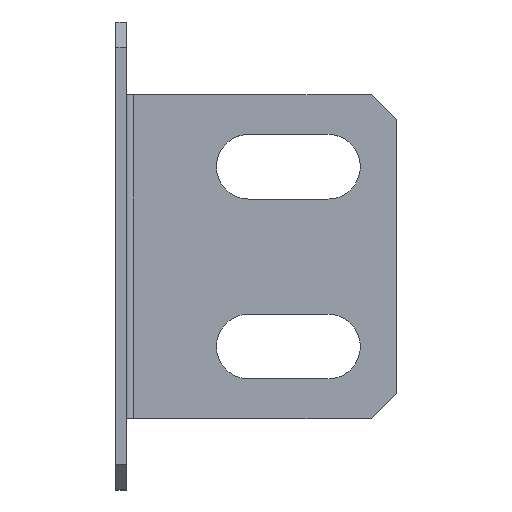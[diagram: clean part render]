
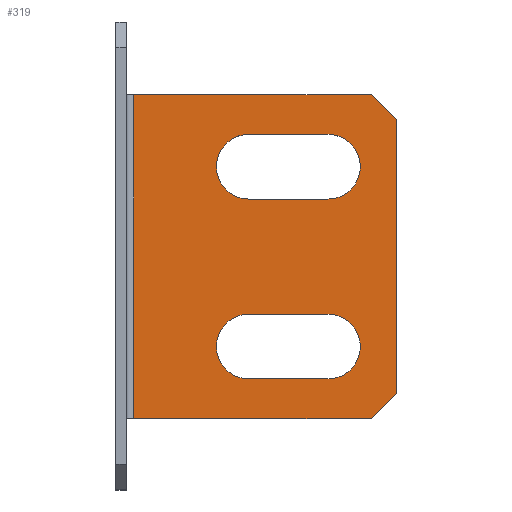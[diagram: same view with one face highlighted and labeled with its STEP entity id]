
A CAD part, top view. The second image highlights one B-rep face of the part: STEP entity #319.
In plain terms, the highlighted planar face has unit normal (0, 0, 1).
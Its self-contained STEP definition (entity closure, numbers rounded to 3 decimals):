
#8 = CARTESIAN_POINT ( 'NONE',  ( 2.5, 22.5, 1.5 ) ) ;
#11 = CIRCLE ( 'NONE', #20, 4.5 ) ;
#12 = CARTESIAN_POINT ( 'NONE',  ( 29.5, 12.5, 1.5 ) ) ;
#15 = DIRECTION ( 'NONE',  ( 0., 0., 1. ) ) ;
#20 = AXIS2_PLACEMENT_3D ( 'NONE', #733, #236, #702 ) ;
#24 = EDGE_CURVE ( 'NONE', #823, #281, #759, .T. ) ;
#33 = ORIENTED_EDGE ( 'NONE', *, *, #375, .F. ) ;
#38 = CARTESIAN_POINT ( 'NONE',  ( 18.5, 8., 1.5 ) ) ;
#39 = VERTEX_POINT ( 'NONE', #846 ) ;
#42 = DIRECTION ( 'NONE',  ( -0.707, 0.707, 0. ) ) ;
#57 = ORIENTED_EDGE ( 'NONE', *, *, #1084, .F. ) ;
#59 = EDGE_LOOP ( 'NONE', ( #712, #777, #970, #422, #57 ) ) ;
#85 = CARTESIAN_POINT ( 'NONE',  ( 18.5, 17., 1.5 ) ) ;
#96 = ORIENTED_EDGE ( 'NONE', *, *, #1159, .T. ) ;
#102 = CARTESIAN_POINT ( 'NONE',  ( 39., -19., 1.5 ) ) ;
#115 = VECTOR ( 'NONE', #191, 1000. ) ;
#120 = VECTOR ( 'NONE', #841, 1000. ) ;
#142 = LINE ( 'NONE', #437, #115 ) ;
#149 = CARTESIAN_POINT ( 'NONE',  ( 2.5, -22.5, 1.5 ) ) ;
#150 = VERTEX_POINT ( 'NONE', #401 ) ;
#161 = VECTOR ( 'NONE', #1064, 1000. ) ;
#168 = VERTEX_POINT ( 'NONE', #515 ) ;
#190 = CARTESIAN_POINT ( 'NONE',  ( 18.5, 17., 1.5 ) ) ;
#191 = DIRECTION ( 'NONE',  ( 0.707, 0.707, 0. ) ) ;
#194 = EDGE_CURVE ( 'NONE', #442, #1225, #1466, .T. ) ;
#207 = ORIENTED_EDGE ( 'NONE', *, *, #427, .F. ) ;
#209 = CARTESIAN_POINT ( 'NONE',  ( 29.5, 17., 1.5 ) ) ;
#235 = CARTESIAN_POINT ( 'NONE',  ( 39.001, -22.5, 1.5 ) ) ;
#236 = DIRECTION ( 'NONE',  ( 0., 0., 1. ) ) ;
#240 = CARTESIAN_POINT ( 'NONE',  ( 29.5, -8., 1.5 ) ) ;
#249 = ORIENTED_EDGE ( 'NONE', *, *, #762, .F. ) ;
#281 = VERTEX_POINT ( 'NONE', #553 ) ;
#286 = LINE ( 'NONE', #417, #1237 ) ;
#317 = CARTESIAN_POINT ( 'NONE',  ( 18.5, -12.5, 1.5 ) ) ;
#319 = ADVANCED_FACE ( 'NONE', ( #411, #1367, #862 ), #767, .F. ) ;
#360 = LINE ( 'NONE', #646, #1465 ) ;
#375 = EDGE_CURVE ( 'NONE', #1053, #1228, #968, .T. ) ;
#401 = CARTESIAN_POINT ( 'NONE',  ( 34., -12.5, 1.5 ) ) ;
#411 = FACE_BOUND ( 'NONE', #59, .T. ) ;
#417 = CARTESIAN_POINT ( 'NONE',  ( 2.5, 32.5, 1.5 ) ) ;
#422 = ORIENTED_EDGE ( 'NONE', *, *, #1396, .F. ) ;
#426 = VERTEX_POINT ( 'NONE', #8 ) ;
#427 = EDGE_CURVE ( 'NONE', #39, #817, #1277, .T. ) ;
#429 = DIRECTION ( 'NONE',  ( 0., 0., -1. ) ) ;
#437 = CARTESIAN_POINT ( 'NONE',  ( 39., -19., 1.5 ) ) ;
#442 = VERTEX_POINT ( 'NONE', #460 ) ;
#460 = CARTESIAN_POINT ( 'NONE',  ( 39., 19., 1.5 ) ) ;
#461 = ORIENTED_EDGE ( 'NONE', *, *, #985, .F. ) ;
#474 = VERTEX_POINT ( 'NONE', #240 ) ;
#515 = CARTESIAN_POINT ( 'NONE',  ( 35.5, 22.5, 1.5 ) ) ;
#531 = DIRECTION ( 'NONE',  ( -1., 0., 0. ) ) ;
#532 = EDGE_LOOP ( 'NONE', ( #249, #1336, #1419, #33, #461 ) ) ;
#534 = EDGE_CURVE ( 'NONE', #442, #168, #944, .T. ) ;
#542 = DIRECTION ( 'NONE',  ( 0., 0., 1. ) ) ;
#548 = DIRECTION ( 'NONE',  ( -1., 0., 0. ) ) ;
#553 = CARTESIAN_POINT ( 'NONE',  ( 29.5, -17., 1.5 ) ) ;
#557 = ORIENTED_EDGE ( 'NONE', *, *, #1376, .T. ) ;
#574 = DIRECTION ( 'NONE',  ( -1., 0., 0. ) ) ;
#588 = CARTESIAN_POINT ( 'NONE',  ( 34., 12.5, 1.5 ) ) ;
#626 = LINE ( 'NONE', #190, #967 ) ;
#627 = VECTOR ( 'NONE', #42, 1000. ) ;
#642 = EDGE_LOOP ( 'NONE', ( #1437, #694, #96, #934, #207, #557 ) ) ;
#646 = CARTESIAN_POINT ( 'NONE',  ( 0., 22.5, 1.5 ) ) ;
#660 = CARTESIAN_POINT ( 'NONE',  ( 18.5, 8., 1.5 ) ) ;
#694 = ORIENTED_EDGE ( 'NONE', *, *, #534, .T. ) ;
#702 = DIRECTION ( 'NONE',  ( -1., 0., 0. ) ) ;
#712 = ORIENTED_EDGE ( 'NONE', *, *, #24, .F. ) ;
#717 = CIRCLE ( 'NONE', #1266, 4.5 ) ;
#721 = VECTOR ( 'NONE', #574, 1000. ) ;
#733 = CARTESIAN_POINT ( 'NONE',  ( 29.5, -12.5, 1.5 ) ) ;
#741 = CARTESIAN_POINT ( 'NONE',  ( 18.5, -17., 1.5 ) ) ;
#759 = LINE ( 'NONE', #942, #120 ) ;
#762 = EDGE_CURVE ( 'NONE', #1436, #1039, #1463, .T. ) ;
#767 = PLANE ( 'NONE',  #811 ) ;
#777 = ORIENTED_EDGE ( 'NONE', *, *, #1389, .F. ) ;
#778 = DIRECTION ( 'NONE',  ( 0., 0., 1. ) ) ;
#793 = LINE ( 'NONE', #1229, #827 ) ;
#811 = AXIS2_PLACEMENT_3D ( 'NONE', #884, #429, #1226 ) ;
#817 = VERTEX_POINT ( 'NONE', #149 ) ;
#823 = VERTEX_POINT ( 'NONE', #741 ) ;
#827 = VECTOR ( 'NONE', #531, 1000. ) ;
#841 = DIRECTION ( 'NONE',  ( 1., 0., 0. ) ) ;
#846 = CARTESIAN_POINT ( 'NONE',  ( 35.5, -22.5, 1.5 ) ) ;
#862 = FACE_OUTER_BOUND ( 'NONE', #642, .T. ) ;
#878 = CARTESIAN_POINT ( 'NONE',  ( 39., 32.5, 1.5 ) ) ;
#884 = CARTESIAN_POINT ( 'NONE',  ( 0., 32.5, 1.5 ) ) ;
#922 = VERTEX_POINT ( 'NONE', #1131 ) ;
#928 = AXIS2_PLACEMENT_3D ( 'NONE', #1042, #1148, #1265 ) ;
#933 = AXIS2_PLACEMENT_3D ( 'NONE', #982, #542, #1459 ) ;
#934 = ORIENTED_EDGE ( 'NONE', *, *, #1382, .T. ) ;
#942 = CARTESIAN_POINT ( 'NONE',  ( 18.5, -17., 1.5 ) ) ;
#944 = LINE ( 'NONE', #1070, #627 ) ;
#967 = VECTOR ( 'NONE', #988, 1000. ) ;
#968 = CIRCLE ( 'NONE', #1297, 4.5 ) ;
#970 = ORIENTED_EDGE ( 'NONE', *, *, #1421, .F. ) ;
#982 = CARTESIAN_POINT ( 'NONE',  ( 18.5, 12.5, 1.5 ) ) ;
#985 = EDGE_CURVE ( 'NONE', #1039, #1053, #1108, .T. ) ;
#988 = DIRECTION ( 'NONE',  ( -1., 0., 0. ) ) ;
#994 = DIRECTION ( 'NONE',  ( -1., 0., 0. ) ) ;
#1000 = CIRCLE ( 'NONE', #1014, 4.5 ) ;
#1014 = AXIS2_PLACEMENT_3D ( 'NONE', #1110, #778, #548 ) ;
#1031 = DIRECTION ( 'NONE',  ( 1., 0., 0. ) ) ;
#1039 = VERTEX_POINT ( 'NONE', #1182 ) ;
#1042 = CARTESIAN_POINT ( 'NONE',  ( 29.5, 12.5, 1.5 ) ) ;
#1053 = VERTEX_POINT ( 'NONE', #588 ) ;
#1064 = DIRECTION ( 'NONE',  ( 1., 0., 0. ) ) ;
#1070 = CARTESIAN_POINT ( 'NONE',  ( 39., 19., 1.5 ) ) ;
#1084 = EDGE_CURVE ( 'NONE', #281, #150, #11, .T. ) ;
#1108 = CIRCLE ( 'NONE', #928, 4.5 ) ;
#1110 = CARTESIAN_POINT ( 'NONE',  ( 29.5, -12.5, 1.5 ) ) ;
#1116 = VERTEX_POINT ( 'NONE', #85 ) ;
#1121 = DIRECTION ( 'NONE',  ( 0., -1., 0. ) ) ;
#1131 = CARTESIAN_POINT ( 'NONE',  ( 18.5, -8., 1.5 ) ) ;
#1148 = DIRECTION ( 'NONE',  ( 0., 0., 1. ) ) ;
#1159 = EDGE_CURVE ( 'NONE', #168, #426, #360, .T. ) ;
#1164 = VECTOR ( 'NONE', #1121, 1000. ) ;
#1182 = CARTESIAN_POINT ( 'NONE',  ( 29.5, 8., 1.5 ) ) ;
#1214 = DIRECTION ( 'NONE',  ( 0., -1., 0. ) ) ;
#1225 = VERTEX_POINT ( 'NONE', #102 ) ;
#1226 = DIRECTION ( 'NONE',  ( -1., 0., 0. ) ) ;
#1228 = VERTEX_POINT ( 'NONE', #209 ) ;
#1229 = CARTESIAN_POINT ( 'NONE',  ( 18.5, -8., 1.5 ) ) ;
#1234 = DIRECTION ( 'NONE',  ( 0., 0., 1. ) ) ;
#1237 = VECTOR ( 'NONE', #1214, 1000. ) ;
#1243 = EDGE_CURVE ( 'NONE', #1116, #1436, #1286, .T. ) ;
#1265 = DIRECTION ( 'NONE',  ( 1., 0., 0. ) ) ;
#1266 = AXIS2_PLACEMENT_3D ( 'NONE', #317, #1234, #994 ) ;
#1277 = LINE ( 'NONE', #235, #721 ) ;
#1286 = CIRCLE ( 'NONE', #933, 4.5 ) ;
#1297 = AXIS2_PLACEMENT_3D ( 'NONE', #12, #15, #1031 ) ;
#1301 = EDGE_CURVE ( 'NONE', #1228, #1116, #626, .T. ) ;
#1327 = DIRECTION ( 'NONE',  ( -1., 0., 0. ) ) ;
#1336 = ORIENTED_EDGE ( 'NONE', *, *, #1243, .F. ) ;
#1367 = FACE_BOUND ( 'NONE', #532, .T. ) ;
#1376 = EDGE_CURVE ( 'NONE', #39, #1225, #142, .T. ) ;
#1382 = EDGE_CURVE ( 'NONE', #426, #817, #286, .T. ) ;
#1389 = EDGE_CURVE ( 'NONE', #922, #823, #717, .T. ) ;
#1396 = EDGE_CURVE ( 'NONE', #150, #474, #1000, .T. ) ;
#1419 = ORIENTED_EDGE ( 'NONE', *, *, #1301, .F. ) ;
#1421 = EDGE_CURVE ( 'NONE', #474, #922, #793, .T. ) ;
#1436 = VERTEX_POINT ( 'NONE', #660 ) ;
#1437 = ORIENTED_EDGE ( 'NONE', *, *, #194, .F. ) ;
#1459 = DIRECTION ( 'NONE',  ( 1., 0., 0. ) ) ;
#1463 = LINE ( 'NONE', #38, #161 ) ;
#1465 = VECTOR ( 'NONE', #1327, 1000. ) ;
#1466 = LINE ( 'NONE', #878, #1164 ) ;
